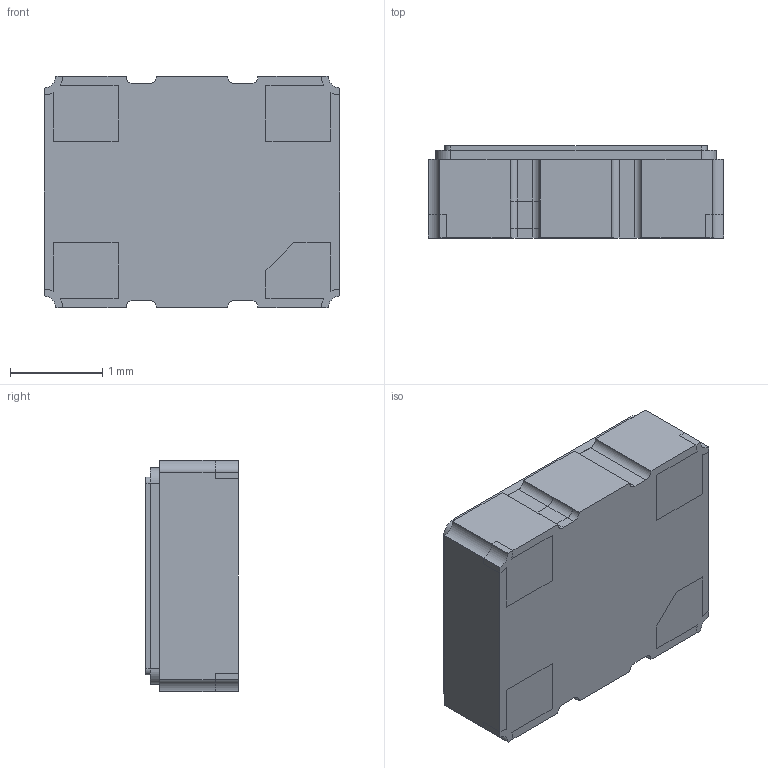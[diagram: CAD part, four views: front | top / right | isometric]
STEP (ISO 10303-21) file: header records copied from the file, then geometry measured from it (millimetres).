
FILE_DESCRIPTION (( 'STEP AP214' ), '1' );
FILE_NAME ('TXETDCSANF-20.000000.STEP', '2020-08-26T05:31:06', ( '' ), ( '' ), 'SwSTEP 2.0', 'SolidWorks 2017', '' );
FILE_SCHEMA (( 'AUTOMOTIVE_DESIGN' ));
Length unit declared in the file: millimetre
Products named in the file (1): TXETDCSANF-20.000000
Bounding box: 3.2 x 1 x 2.5 mm (x, y, z)
Volume: 7.7 mm3; surface area: 68.1 mm2
Topology: 8 solids, 8 shells, 140 faces, 370 edges, 244 vertices
Faces by surface type: plane 92, cylinder 48
Entity records: 4427 total; most frequent: CARTESIAN_POINT 755, DIRECTION 748, ORIENTED_EDGE 740, EDGE_CURVE 370, VECTOR 274, LINE 274, VERTEX_POINT 244, AXIS2_PLACEMENT_3D 237
